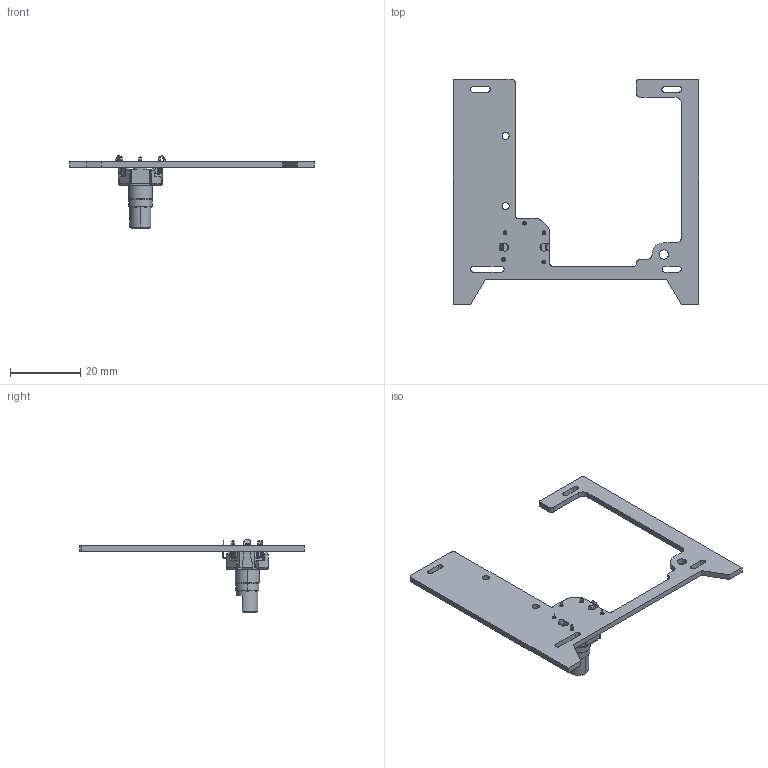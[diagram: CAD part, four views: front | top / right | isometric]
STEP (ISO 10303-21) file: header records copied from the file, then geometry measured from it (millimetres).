
FILE_DESCRIPTION(('KiCad electronic assembly'),'2;1');
FILE_NAME('TinyCore_V5.step','2025-02-13T22:56:26',('Pcbnew'),('Kicad'), 'Open CASCADE STEP processor 7.8','KiCad to STEP converter','Unknown' );
FILE_SCHEMA(('AUTOMOTIVE_DESIGN { 1 0 10303 214 1 1 1 1 }'));
Length unit declared in the file: millimetre
Products named in the file (4): TinyCore_V5 1; EC12D1564404; _autosave-TinyCore_V2_PCB
Assembly tree (3 placements, depth 3):
  TinyCore_V5 1
    EC12D1564404
      EC12D1564404
    _autosave-TinyCore_V2_PCB
Bounding box: 70 x 64 x 20.98 mm (x, y, z)
Volume: 3720 mm3; surface area: 5213.9 mm2
Topology: 2 solids, 2 shells, 495 faces, 1279 edges, 792 vertices
Faces by surface type: plane 312, cylinder 141, sphere 18, revolution 16, cone 4, torus 4
Full cylindrical faces by diameter (mm): 1.05 x5, 2 x2, 2.15 x2, 2.7 x1
Entity records: 18174 total; most frequent: CARTESIAN_POINT 2923, DIRECTION 2570, ORIENTED_EDGE 2558, EDGE_CURVE 1279, LINE 922, VECTOR 922, AXIS2_PLACEMENT_3D 816, VERTEX_POINT 792
